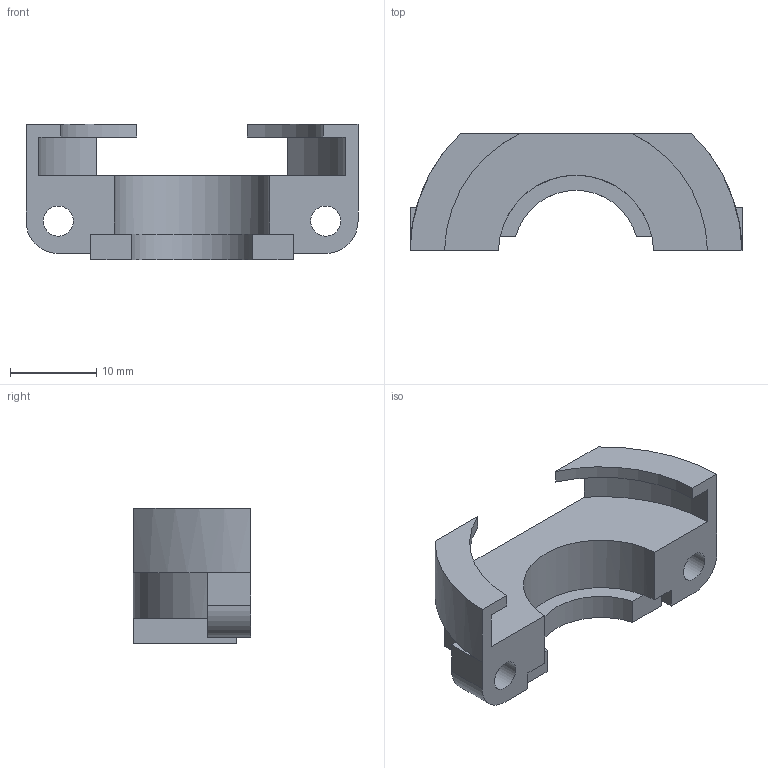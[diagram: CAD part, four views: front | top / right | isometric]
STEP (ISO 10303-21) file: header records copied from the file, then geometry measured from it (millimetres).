
FILE_DESCRIPTION(/* description */ (''),/* implementation_level */ '2;1');
FILE_NAME(/* name */ 'Fisheyelens_mount1.step',/* time_stamp */ '2025-07-15T14:26:32+09:00',/* author */ (''),/* organization */ (''),/* preprocessor_version */ 'ST-DEVELOPER v20.1',/* originating_system */ 'Autodesk Translation Framework v14.10.0.0',/* authorisation */ '');
FILE_SCHEMA (('AUTOMOTIVE_DESIGN { 1 0 10303 214 3 1 1 }'));
Length unit declared in the file: millimetre
Products named in the file (1): レンズ上7
Bounding box: 38.5 x 13.6 x 15.75 mm (x, y, z)
Volume: 2848.3 mm3; surface area: 2532.9 mm2
Topology: 1 solids, 1 shells, 46 faces, 122 edges, 78 vertices
Faces by surface type: plane 33, cylinder 13
Full cylindrical faces by diameter (mm): 3.5 x2
Entity records: 1461 total; most frequent: DIRECTION 250, CARTESIAN_POINT 247, ORIENTED_EDGE 244, EDGE_CURVE 122, LINE 88, VECTOR 88, AXIS2_PLACEMENT_3D 81, VERTEX_POINT 78
